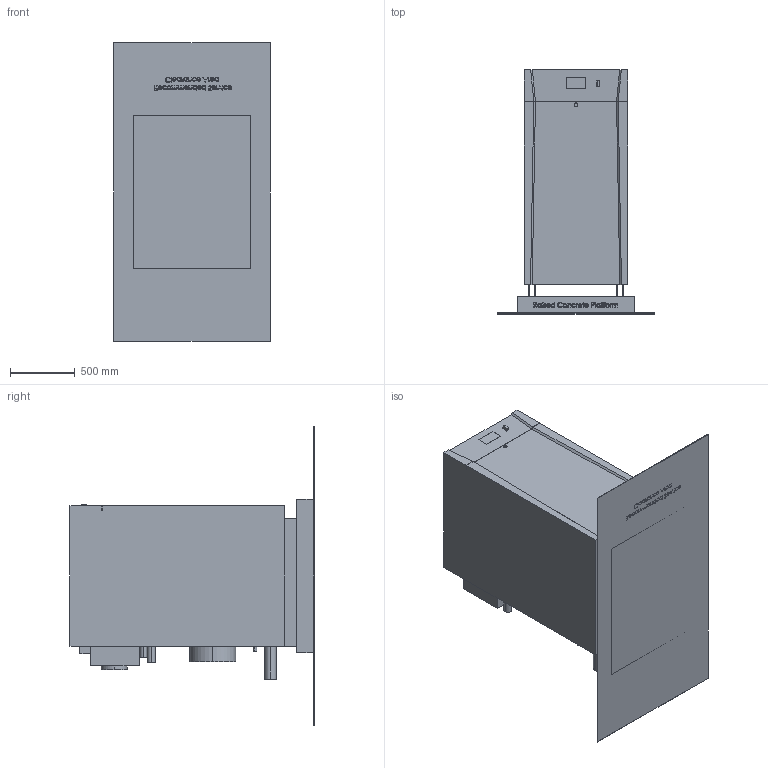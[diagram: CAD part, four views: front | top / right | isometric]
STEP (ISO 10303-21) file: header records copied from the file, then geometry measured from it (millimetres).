
FILE_DESCRIPTION (( 'STEP AP214' ), '1' );
FILE_NAME ('1.75 CAT 1 & 3.STEP', '2020-03-04T14:07:42', ( '' ), ( '' ), 'SwSTEP 2.0', 'SolidWorks 2017', '' );
FILE_SCHEMA (( 'AUTOMOTIVE_DESIGN' ));
Length unit declared in the file: inch
Products named in the file (1): 1.75 CAT 1 & 3
Bounding box: 1209.55 x 1886.2 x 2306.57 mm (x, y, z)
Volume: 1633604067.7 mm3; surface area: 15550480.6 mm2
Topology: 1 solids, 1 shells, 850 faces, 2258 edges, 1504 vertices
Faces by surface type: plane 440, bspline 394, cylinder 14, cone 2
Entity records: 44538 total; most frequent: CARTESIAN_POINT 26015, ORIENTED_EDGE 4516, DIRECTION 2416, EDGE_CURVE 2258, VERTEX_POINT 1504, VECTOR 1438, LINE 1438, EDGE_LOOP 950
